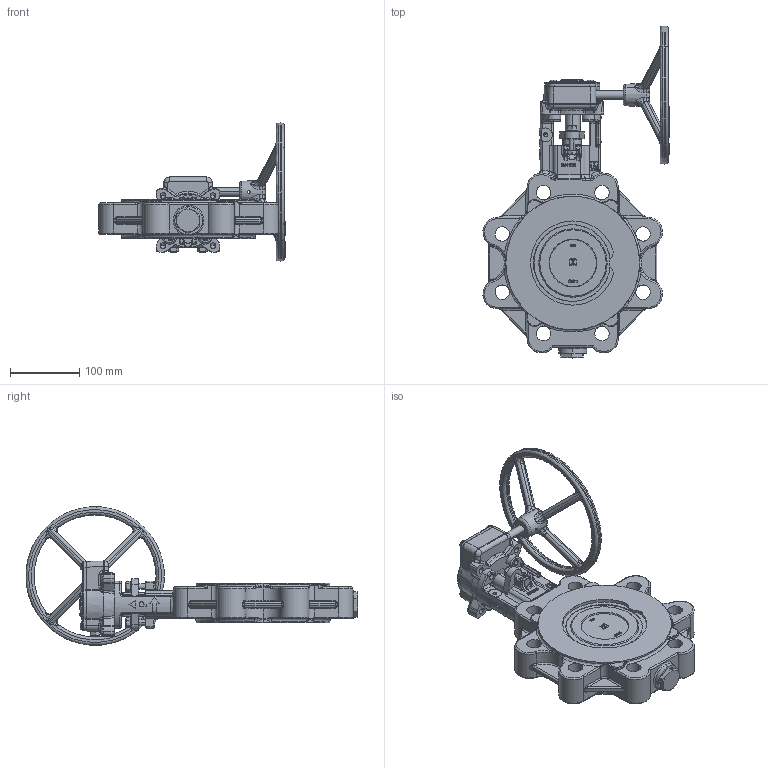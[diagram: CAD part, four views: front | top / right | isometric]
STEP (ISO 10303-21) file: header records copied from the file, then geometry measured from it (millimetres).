
FILE_DESCRIPTION (( 'STEP AP214' ), '1' );
FILE_NAME ('5590T12503_PN40.STEP', '2024-08-02T09:51:29', ( '' ), ( '' ), 'SwSTEP 2.0', 'SolidWorks 2022', '' );
FILE_SCHEMA (( 'AUTOMOTIVE_DESIGN' ));
Length unit declared in the file: millimetre
Products named in the file (1): 5590T12503_PN40
Bounding box: 268.51 x 479.12 x 199.24 mm (x, y, z)
Volume: 2404362.2 mm3; surface area: 351184.3 mm2
Topology: 11 solids, 33 shells, 4524 faces, 11723 edges, 7354 vertices
Faces by surface type: plane 1680, bspline 1537, cylinder 771, cone 348, torus 174, sphere 14
Entity records: 272756 total; most frequent: CARTESIAN_POINT 124883, ORIENTED_EDGE 23182, DIRECTION 16123, EDGE_CURVE 11591, VERTEX_POINT 7354, AXIS2_PLACEMENT_3D 5394, VECTOR 5335, LINE 5335
